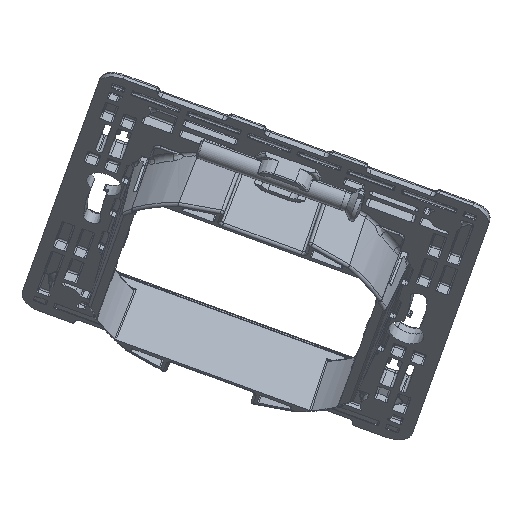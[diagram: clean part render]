
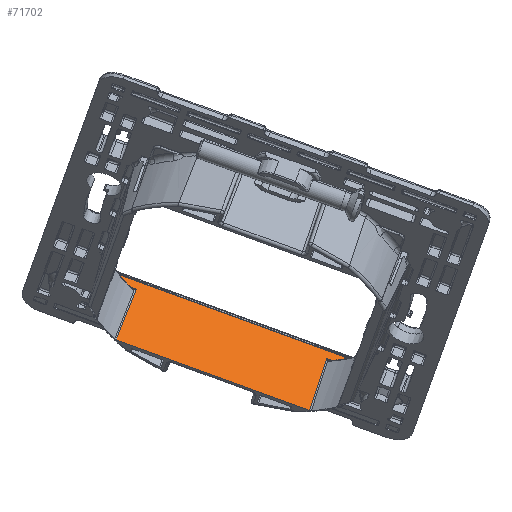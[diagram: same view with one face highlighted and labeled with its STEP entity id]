
A CAD part, left-side view. The second image highlights one B-rep face of the part: STEP entity #71702.
In plain terms, the highlighted face is planar.
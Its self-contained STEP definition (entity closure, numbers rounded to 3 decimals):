
#54163=CARTESIAN_POINT('Vertex',(-22.632,18.112,-12.4)) ;
#54166=CARTESIAN_POINT('Line Origine',(-22.632,0.,-12.4)) ;
#54170=CARTESIAN_POINT('Vertex',(-22.632,-18.112,-12.4)) ;
#57438=CARTESIAN_POINT('Vertex',(-22.733,-22.233,-0.803)) ;
#57441=CARTESIAN_POINT('Line Origine',(-22.691,-22.191,-5.65)) ;
#57445=CARTESIAN_POINT('Vertex',(-22.747,-22.247,0.797)) ;
#59689=CARTESIAN_POINT('Vertex',(-22.733,22.233,-0.803)) ;
#59698=CARTESIAN_POINT('Vertex',(-22.747,22.247,0.797)) ;
#59701=CARTESIAN_POINT('Line Origine',(-22.691,22.191,-5.65)) ;
#64724=CARTESIAN_POINT('Line Origine',(-22.747,0.,0.797)) ;
#71648=CARTESIAN_POINT('Vertex',(-22.733,17.826,-0.803)) ;
#71652=CARTESIAN_POINT('Control Point',(-22.733,17.826,-0.803)) ;
#71653=CARTESIAN_POINT('Control Point',(-22.715,17.879,-2.942)) ;
#71654=CARTESIAN_POINT('Control Point',(-22.696,17.932,-5.082)) ;
#71655=CARTESIAN_POINT('Control Point',(-22.677,17.985,-7.221)) ;
#71656=CARTESIAN_POINT('Control Point',(-22.657,18.042,-9.541)) ;
#71657=CARTESIAN_POINT('Control Point',(-22.637,18.099,-11.86)) ;
#71658=CARTESIAN_POINT('Control Point',(-22.635,18.103,-12.04)) ;
#71659=CARTESIAN_POINT('Control Point',(-22.634,18.108,-12.22)) ;
#71660=CARTESIAN_POINT('Control Point',(-22.632,18.112,-12.4)) ;
#71669=CARTESIAN_POINT('Axis2P3D Location',(-22.75,0.,1.1)) ;
#71674=CARTESIAN_POINT('Line Origine',(-22.733,0.,-0.803)) ;
#71678=CARTESIAN_POINT('Vertex',(-22.733,-17.826,-0.803)) ;
#71682=CARTESIAN_POINT('Control Point',(-22.632,-18.112,-12.4)) ;
#71683=CARTESIAN_POINT('Control Point',(-22.666,-18.017,-8.534)) ;
#71684=CARTESIAN_POINT('Control Point',(-22.7,-17.922,-4.668)) ;
#71685=CARTESIAN_POINT('Control Point',(-22.733,-17.826,-0.803)) ;
#71687=CARTESIAN_POINT('Line Origine',(-22.733,0.,-0.803)) ;
#54167=DIRECTION('Vector Direction',(0.,1.,0.)) ;
#57442=DIRECTION('Vector Direction',(0.009,0.009,-1.)) ;
#59702=DIRECTION('Vector Direction',(0.009,-0.009,-1.)) ;
#64725=DIRECTION('Vector Direction',(0.,-1.,0.)) ;
#71670=DIRECTION('Axis2P3D Direction',(-1.,0.,-0.009)) ;
#71671=DIRECTION('Axis2P3D XDirection',(0.,1.,0.)) ;
#71675=DIRECTION('Vector Direction',(0.,1.,0.)) ;
#71688=DIRECTION('Vector Direction',(0.,1.,0.)) ;
#71672=AXIS2_PLACEMENT_3D('Plane Axis2P3D',#71669,#71670,#71671) ;
#71693=ORIENTED_EDGE('',*,*,#71680,.F.) ;
#71694=ORIENTED_EDGE('',*,*,#71686,.T.) ;
#71695=ORIENTED_EDGE('',*,*,#54172,.T.) ;
#71696=ORIENTED_EDGE('',*,*,#71661,.T.) ;
#71697=ORIENTED_EDGE('',*,*,#71691,.F.) ;
#71698=ORIENTED_EDGE('',*,*,#59705,.T.) ;
#71699=ORIENTED_EDGE('',*,*,#64728,.T.) ;
#71700=ORIENTED_EDGE('',*,*,#57447,.T.) ;
#54168=VECTOR('Line Direction',#54167,1.) ;
#57443=VECTOR('Line Direction',#57442,1.) ;
#59703=VECTOR('Line Direction',#59702,1.) ;
#64726=VECTOR('Line Direction',#64725,1.) ;
#71676=VECTOR('Line Direction',#71675,1.) ;
#71689=VECTOR('Line Direction',#71688,1.) ;
#71702=ADVANCED_FACE('PartBody',(#71701),#71673,.F.) ;
#71651=B_SPLINE_CURVE_WITH_KNOTS('',5,(#71652,#71653,#71654,#71655,#71656,#71657,#71658,#71659,#71660),.UNSPECIFIED.,.F.,.U.,(6,3,6),(5.998,21.132,22.404),.UNSPECIFIED.) ;
#71681=B_SPLINE_CURVE_WITH_KNOTS('',3,(#71682,#71683,#71684,#71685),.UNSPECIFIED.,.F.,.U.,(4,4),(3.734,20.141),.UNSPECIFIED.) ;
#54172=EDGE_CURVE('',#54171,#54164,#54169,.T.) ;
#57447=EDGE_CURVE('',#57446,#57439,#57444,.T.) ;
#59705=EDGE_CURVE('',#59690,#59699,#59704,.F.) ;
#64728=EDGE_CURVE('',#59699,#57446,#64727,.T.) ;
#71661=EDGE_CURVE('',#54164,#71649,#71651,.F.) ;
#71680=EDGE_CURVE('',#71679,#57439,#71677,.F.) ;
#71686=EDGE_CURVE('',#71679,#54171,#71681,.F.) ;
#71691=EDGE_CURVE('',#59690,#71649,#71690,.F.) ;
#71692=EDGE_LOOP('',(#71693,#71694,#71695,#71696,#71697,#71698,#71699,#71700)) ;
#71701=FACE_OUTER_BOUND('',#71692,.T.) ;
#54169=LINE('Line',#54166,#54168) ;
#57444=LINE('Line',#57441,#57443) ;
#59704=LINE('Line',#59701,#59703) ;
#64727=LINE('Line',#64724,#64726) ;
#71677=LINE('Line',#71674,#71676) ;
#71690=LINE('Line',#71687,#71689) ;
#71673=PLANE('',#71672) ;
#54164=VERTEX_POINT('',#54163) ;
#54171=VERTEX_POINT('',#54170) ;
#57439=VERTEX_POINT('',#57438) ;
#57446=VERTEX_POINT('',#57445) ;
#59690=VERTEX_POINT('',#59689) ;
#59699=VERTEX_POINT('',#59698) ;
#71649=VERTEX_POINT('',#71648) ;
#71679=VERTEX_POINT('',#71678) ;
